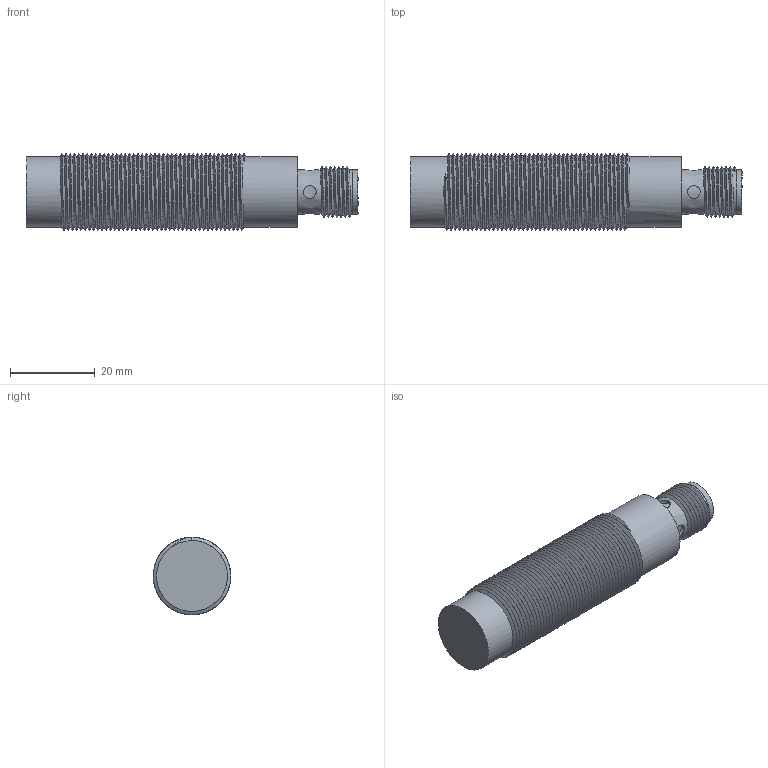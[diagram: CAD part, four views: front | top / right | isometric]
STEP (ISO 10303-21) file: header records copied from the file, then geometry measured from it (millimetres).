
FILE_DESCRIPTION( ('This file contains a STEP AP42 implementation' ,'as created by ZW3D STEP Interface translator.') ,'2;1' );
FILE_NAME( 'ECS2-1808X-XRU4.stp' ,'20 6 4. 83458', (''), ('ZWCAD Software Co.'), 'Version 1.0', 'ZW3D to STEP translator', '' );
FILE_SCHEMA(('AUTOMOTIVE_DESIGN'));
Length unit declared in the file: millimetre
Products named in the file (2): 0; ECS2-1816X-XRU4
Bounding box: 78.35 x 18.26 x 18.26 mm (x, y, z)
Volume: 16067.7 mm3; surface area: 6911.9 mm2
Topology: 1 solids, 6 shells, 92 faces, 239 edges, 154 vertices
Faces by surface type: bspline 92
Entity records: 5764 total; most frequent: CARTESIAN_POINT 4379, ORIENTED_EDGE 456, EDGE_CURVE 233, VERTEX_POINT 154, B_SPLINE_CURVE_WITH_KNOTS 101, EDGE_LOOP 98, FACE_OUTER_BOUND 92, ADVANCED_FACE 92
